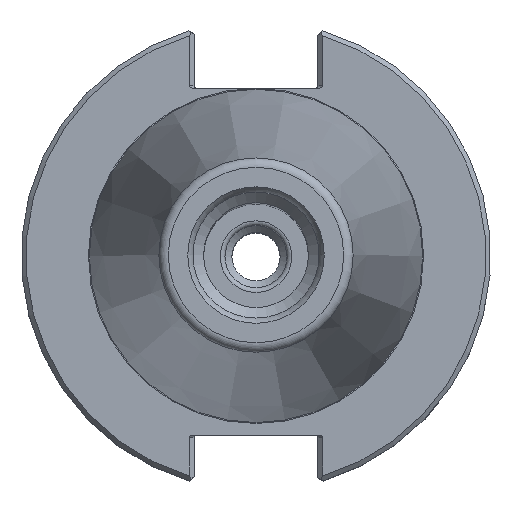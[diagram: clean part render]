
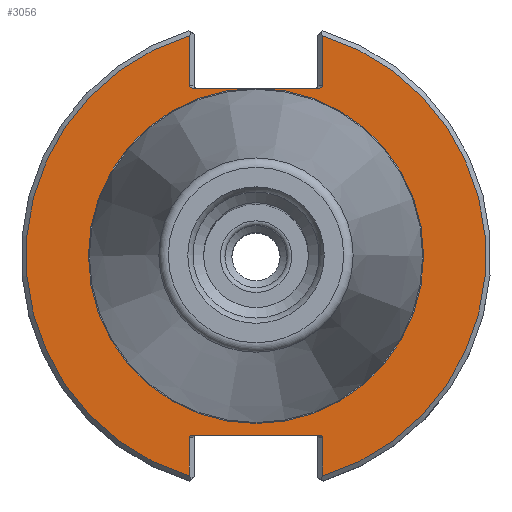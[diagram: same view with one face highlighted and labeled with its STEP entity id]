
A CAD part, top view. The second image highlights one B-rep face of the part: STEP entity #3056.
In plain terms, the highlighted planar face has unit normal (0, 0, 1).
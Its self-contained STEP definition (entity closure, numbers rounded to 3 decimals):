
#37=ELLIPSE('',#3228,0.707,0.5);
#38=ELLIPSE('',#3232,0.707,0.5);
#39=ELLIPSE('',#3233,0.707,0.5);
#40=ELLIPSE('',#3235,0.707,0.5);
#49=LINE('',#4179,#122);
#63=LINE('',#4229,#136);
#64=LINE('',#4233,#137);
#65=LINE('',#4237,#138);
#66=LINE('',#4241,#139);
#67=LINE('',#4244,#140);
#122=VECTOR('',#3525,1000.);
#136=VECTOR('',#3569,1000.);
#137=VECTOR('',#3572,1000.);
#138=VECTOR('',#3575,1000.);
#139=VECTOR('',#3578,1000.);
#140=VECTOR('',#3581,1000.);
#387=ORIENTED_EDGE('',*,*,#916,.F.);
#388=ORIENTED_EDGE('',*,*,#917,.T.);
#389=ORIENTED_EDGE('',*,*,#918,.T.);
#390=ORIENTED_EDGE('',*,*,#919,.F.);
#391=ORIENTED_EDGE('',*,*,#920,.F.);
#392=ORIENTED_EDGE('',*,*,#921,.F.);
#393=ORIENTED_EDGE('',*,*,#922,.T.);
#394=ORIENTED_EDGE('',*,*,#923,.T.);
#395=ORIENTED_EDGE('',*,*,#924,.T.);
#396=ORIENTED_EDGE('',*,*,#925,.F.);
#397=ORIENTED_EDGE('',*,*,#893,.F.);
#398=ORIENTED_EDGE('',*,*,#915,.F.);
#399=ORIENTED_EDGE('',*,*,#926,.T.);
#893=EDGE_CURVE('',#1163,#1164,#49,.T.);
#915=EDGE_CURVE('',#1181,#1163,#37,.T.);
#916=EDGE_CURVE('',#1182,#1182,#1368,.T.);
#917=EDGE_CURVE('',#1183,#1184,#1369,.T.);
#918=EDGE_CURVE('',#1184,#1185,#63,.T.);
#919=EDGE_CURVE('',#1186,#1185,#38,.T.);
#920=EDGE_CURVE('',#1187,#1186,#64,.T.);
#921=EDGE_CURVE('',#1188,#1187,#39,.T.);
#922=EDGE_CURVE('',#1188,#1189,#65,.T.);
#923=EDGE_CURVE('',#1189,#1190,#1370,.T.);
#924=EDGE_CURVE('',#1190,#1191,#66,.T.);
#925=EDGE_CURVE('',#1164,#1191,#40,.T.);
#926=EDGE_CURVE('',#1181,#1183,#67,.T.);
#1163=VERTEX_POINT('',#4178);
#1164=VERTEX_POINT('',#4180);
#1181=VERTEX_POINT('',#4221);
#1182=VERTEX_POINT('',#4225);
#1183=VERTEX_POINT('',#4227);
#1184=VERTEX_POINT('',#4228);
#1185=VERTEX_POINT('',#4230);
#1186=VERTEX_POINT('',#4232);
#1187=VERTEX_POINT('',#4234);
#1188=VERTEX_POINT('',#4236);
#1189=VERTEX_POINT('',#4238);
#1190=VERTEX_POINT('',#4240);
#1191=VERTEX_POINT('',#4242);
#1368=CIRCLE('',#3230,35.118);
#1369=CIRCLE('',#3231,48.21);
#1370=CIRCLE('',#3234,48.21);
#1506=EDGE_LOOP('',(#387));
#1507=EDGE_LOOP('',(#388,#389,#390,#391,#392,#393,#394,#395,#396,#397,#398,
#399));
#1739=FACE_BOUND('',#1506,.T.);
#1740=FACE_BOUND('',#1507,.T.);
#1961=PLANE('',#3229);
#3056=ADVANCED_FACE('',(#1739,#1740),#1961,.T.);
#3228=AXIS2_PLACEMENT_3D('',#4222,#3561,#3562);
#3229=AXIS2_PLACEMENT_3D('',#4223,#3563,#3564);
#3230=AXIS2_PLACEMENT_3D('',#4224,#3565,#3566);
#3231=AXIS2_PLACEMENT_3D('',#4226,#3567,#3568);
#3232=AXIS2_PLACEMENT_3D('',#4231,#3570,#3571);
#3233=AXIS2_PLACEMENT_3D('',#4235,#3573,#3574);
#3234=AXIS2_PLACEMENT_3D('',#4239,#3576,#3577);
#3235=AXIS2_PLACEMENT_3D('',#4243,#3579,#3580);
#3525=DIRECTION('',(1.,0.,0.));
#3561=DIRECTION('',(0.,0.,1.));
#3562=DIRECTION('',(-1.,0.,0.));
#3563=DIRECTION('',(0.,0.,1.));
#3564=DIRECTION('',(1.,0.,0.));
#3565=DIRECTION('',(0.,0.,1.));
#3566=DIRECTION('',(1.,0.,0.));
#3567=DIRECTION('',(0.,0.,1.));
#3568=DIRECTION('',(1.,0.,0.));
#3569=DIRECTION('',(0.,1.,0.));
#3570=DIRECTION('',(0.,0.,1.));
#3571=DIRECTION('',(1.,0.,0.));
#3572=DIRECTION('',(-1.,0.,0.));
#3573=DIRECTION('',(0.,0.,1.));
#3574=DIRECTION('',(1.,0.,0.));
#3575=DIRECTION('',(0.,-1.,0.));
#3576=DIRECTION('',(0.,0.,1.));
#3577=DIRECTION('',(1.,0.,0.));
#3578=DIRECTION('',(0.,-1.,0.));
#3579=DIRECTION('',(0.,0.,1.));
#3580=DIRECTION('',(-1.,0.,0.));
#3581=DIRECTION('',(0.,1.,0.));
#4178=CARTESIAN_POINT('',(-13.248,35.16,-3.17));
#4179=CARTESIAN_POINT('',(-12.955,35.16,-3.17));
#4180=CARTESIAN_POINT('',(13.248,35.16,-3.17));
#4221=CARTESIAN_POINT('',(-13.955,35.66,-3.17));
#4222=CARTESIAN_POINT('',(-13.248,35.66,-3.17));
#4223=CARTESIAN_POINT('',(35.118,0.,-3.17));
#4224=CARTESIAN_POINT('',(0.,0.,-3.17));
#4225=CARTESIAN_POINT('',(35.118,0.,-3.17));
#4226=CARTESIAN_POINT('',(0.,0.,-3.17));
#4227=CARTESIAN_POINT('',(-13.955,46.146,-3.17));
#4228=CARTESIAN_POINT('',(-13.955,-46.146,-3.17));
#4229=CARTESIAN_POINT('',(-13.955,-37.57,-3.17));
#4230=CARTESIAN_POINT('',(-13.955,-38.07,-3.17));
#4231=CARTESIAN_POINT('',(-13.248,-38.07,-3.17));
#4232=CARTESIAN_POINT('',(-13.248,-37.57,-3.17));
#4233=CARTESIAN_POINT('',(12.955,-37.57,-3.17));
#4234=CARTESIAN_POINT('',(13.248,-37.57,-3.17));
#4235=CARTESIAN_POINT('',(13.248,-38.07,-3.17));
#4236=CARTESIAN_POINT('',(13.955,-38.07,-3.17));
#4237=CARTESIAN_POINT('',(13.955,-47.619,-3.17));
#4238=CARTESIAN_POINT('',(13.955,-46.146,-3.17));
#4239=CARTESIAN_POINT('',(0.,0.,-3.17));
#4240=CARTESIAN_POINT('',(13.955,46.146,-3.17));
#4241=CARTESIAN_POINT('',(13.955,35.16,-3.17));
#4242=CARTESIAN_POINT('',(13.955,35.66,-3.17));
#4243=CARTESIAN_POINT('',(13.248,35.66,-3.17));
#4244=CARTESIAN_POINT('',(-13.955,47.619,-3.17));
